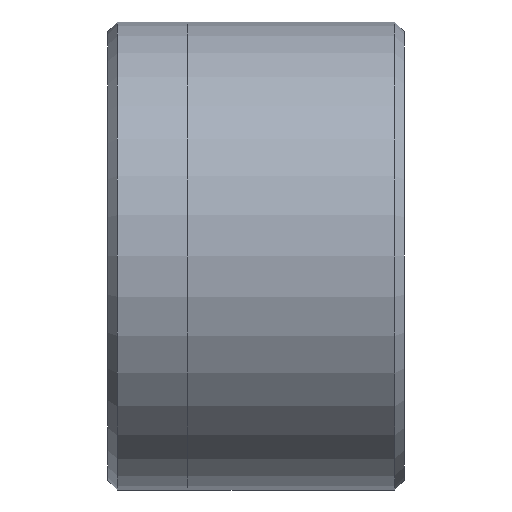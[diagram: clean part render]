
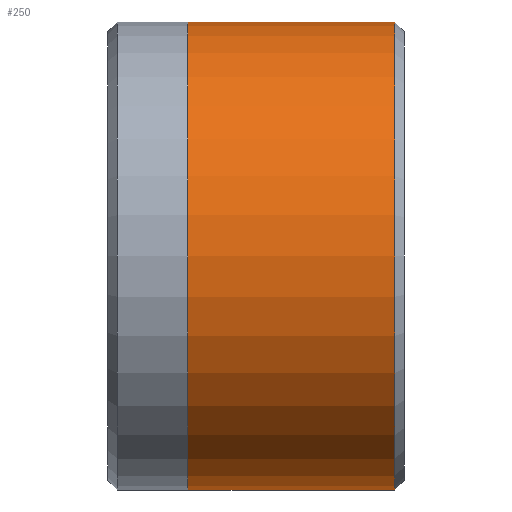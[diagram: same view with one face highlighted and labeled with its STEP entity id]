
A CAD part, front view. The second image highlights one B-rep face of the part: STEP entity #250.
In plain terms, the highlighted cylindrical face has radius 25.273 mm (diameter 50.546 mm), a full revolution.
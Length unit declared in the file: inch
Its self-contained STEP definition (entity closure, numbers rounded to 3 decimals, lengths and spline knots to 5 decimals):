
#52=FACE_BOUND('',#113,.T.);
#74=FACE_OUTER_BOUND('',#112,.T.);
#112=EDGE_LOOP('',(#217));
#113=EDGE_LOOP('',(#218));
#138=CIRCLE('',#293,0.995);
#139=CIRCLE('',#294,0.995);
#159=VERTEX_POINT('',#443);
#160=VERTEX_POINT('',#445);
#180=EDGE_CURVE('',#159,#159,#138,.T.);
#181=EDGE_CURVE('',#160,#160,#139,.T.);
#217=ORIENTED_EDGE('',*,*,#180,.F.);
#218=ORIENTED_EDGE('',*,*,#181,.F.);
#230=CYLINDRICAL_SURFACE('',#292,0.995);
#250=ADVANCED_FACE('',(#74,#52),#230,.T.);
#292=AXIS2_PLACEMENT_3D('',#442,#373,#374);
#293=AXIS2_PLACEMENT_3D('',#444,#375,#376);
#294=AXIS2_PLACEMENT_3D('',#446,#377,#378);
#373=DIRECTION('center_axis',(1.,0.,0.));
#374=DIRECTION('ref_axis',(0.,1.,0.));
#375=DIRECTION('center_axis',(1.,0.,0.));
#376=DIRECTION('ref_axis',(0.,-1.,0.));
#377=DIRECTION('center_axis',(-1.,0.,0.));
#378=DIRECTION('ref_axis',(0.,1.,0.));
#442=CARTESIAN_POINT('Origin',(0.216,0.,0.));
#443=CARTESIAN_POINT('',(0.806,0.995,0.));
#444=CARTESIAN_POINT('Origin',(0.806,0.,0.));
#445=CARTESIAN_POINT('',(-0.074,-0.995,0.));
#446=CARTESIAN_POINT('Origin',(-0.074,0.,
0.));
